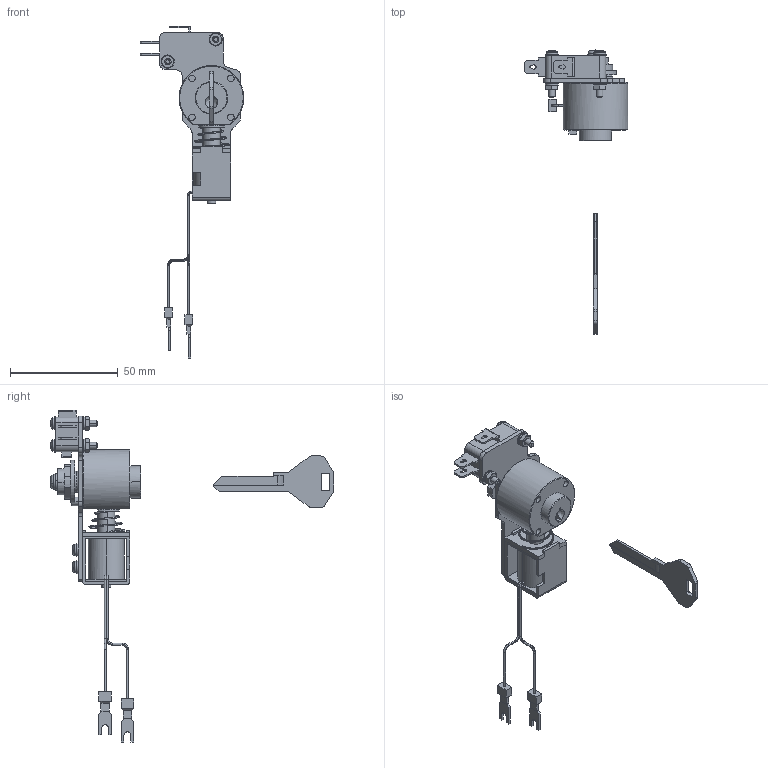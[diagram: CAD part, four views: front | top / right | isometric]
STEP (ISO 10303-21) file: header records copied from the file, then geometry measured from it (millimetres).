
FILE_DESCRIPTION((''),'2;1');
FILE_NAME('','2005-07-15T16:33:18',(''),(''),'','CADfix','');
FILE_SCHEMA(('AUTOMOTIVE_DESIGN'));
Length unit declared in the file: millimetre
Products named in the file (18): spring; screw_3; screw_4; screw_1; nut; switch_cam; switch; solenoid_4; solenoid_3; solenoid_2; solenoid_1; screw_2; retainer; lock; key; control_cam; bracket; TL_310_1_8823_36
Assembly tree (23 placements, depth 2):
  TL_310_1_8823_36
    spring
    screw_3  x2
    screw_4  x4
    screw_1  x2
    nut  x2
    switch_cam
    switch
    solenoid_4
    solenoid_3
    solenoid_2
    solenoid_1
    screw_2
    retainer
    lock
    key
    control_cam
    bracket
Bounding box: 47.99 x 131.54 x 153.78 mm (x, y, z)
Volume: 34943.2 mm3; surface area: 22512.2 mm2
Topology: 23 solids, 23 shells, 703 faces, 2074 edges, 1457 vertices
Faces by surface type: bspline 703
Entity records: 20014 total; most frequent: CARTESIAN_POINT 10485, ORIENTED_EDGE 3188, EDGE_CURVE 1594, VERTEX_POINT 1119, QUASI_UNIFORM_CURVE 921, EDGE_LOOP 609, FACE_OUTER_BOUND 538, ADVANCED_FACE 538
